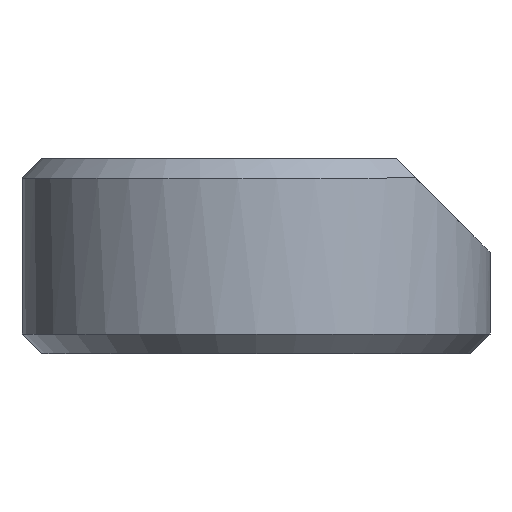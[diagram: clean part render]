
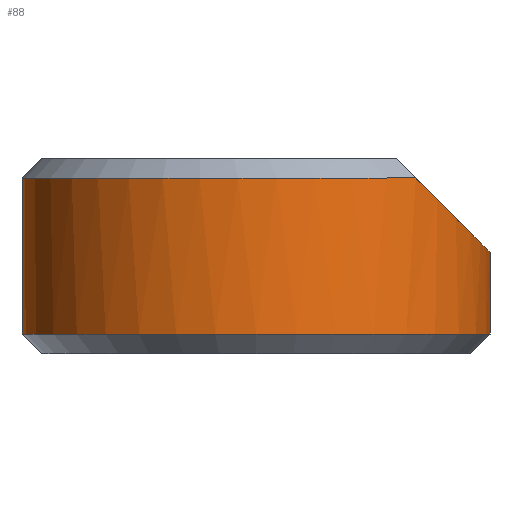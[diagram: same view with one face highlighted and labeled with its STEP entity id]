
A CAD part, front view. The second image highlights one B-rep face of the part: STEP entity #88.
In plain terms, the highlighted cylindrical face has radius 6 mm (diameter 12 mm), a partial arc.
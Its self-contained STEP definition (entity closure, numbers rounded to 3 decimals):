
#88=ADVANCED_FACE('',(#374),#376,.T.);
#374=FACE_BOUND('',#375,.T.);
#375=EDGE_LOOP('',(#590,#591,#592,#593,#594));
#376=CYLINDRICAL_SURFACE('',#377,6.);
#377=AXIS2_PLACEMENT_3D('',#378,#379,#380);
#378=CARTESIAN_POINT('',(0.,-20.,0.));
#379=DIRECTION('',(0.,0.,-1.));
#380=DIRECTION('',(1.,0.,0.));
#590=ORIENTED_EDGE('',*,*,#676,.T.);
#591=ORIENTED_EDGE('',*,*,#660,.T.);
#592=ORIENTED_EDGE('',*,*,#696,.F.);
#593=ORIENTED_EDGE('',*,*,#664,.F.);
#594=ORIENTED_EDGE('',*,*,#667,.F.);
#660=EDGE_CURVE('',#783,#787,#789,.T.);
#664=EDGE_CURVE('',#795,#790,#797,.T.);
#667=EDGE_CURVE('',#800,#795,#802,.T.);
#676=EDGE_CURVE('',#800,#783,#812,.T.);
#696=EDGE_CURVE('',#790,#787,#842,.T.);
#783=VERTEX_POINT('',#1015);
#787=VERTEX_POINT('',#1023);
#789=LINE('',#1027,#1028);
#790=VERTEX_POINT('',#1030);
#795=VERTEX_POINT('',#1039);
#797=LINE('',#1043,#1044);
#800=VERTEX_POINT('',#1051);
#802=(BOUNDED_CURVE()B_SPLINE_CURVE(3,
(#1059,#1060,#1061,#1062),
.UNSPECIFIED.,.F.,.F.)B_SPLINE_CURVE_WITH_KNOTS((4,4),
(0.,1.),
.UNSPECIFIED.)CURVE()GEOMETRIC_REPRESENTATION_ITEM()RATIONAL_B_SPLINE_CURVE((1.,
0.945,0.945,1.))REPRESENTATION_ITEM(''));
#812=CIRCLE('',#1093,6.);
#842=CIRCLE('',#1171,6.);
#1015=CARTESIAN_POINT('',(-6.,-20.,-0.5));
#1023=CARTESIAN_POINT('',(-6.,-20.,-4.5));
#1027=CARTESIAN_POINT('',(-6.,-20.,-0.5));
#1028=VECTOR('',#1029,1.);
#1029=DIRECTION('',(0.,0.,-1.));
#1030=CARTESIAN_POINT('',(6.,-20.,-4.5));
#1039=CARTESIAN_POINT('',(6.,-20.,-2.4));
#1043=CARTESIAN_POINT('',(6.,-20.,-2.4));
#1044=VECTOR('',#1045,1.);
#1045=DIRECTION('',(0.,0.,-1.));
#1051=CARTESIAN_POINT('',(4.1,-24.381,-0.5));
#1059=CARTESIAN_POINT('',(4.1,-24.381,-0.5));
#1060=CARTESIAN_POINT('',(5.33,-23.23,-1.73));
#1061=CARTESIAN_POINT('',(6.,-21.684,-2.4));
#1062=CARTESIAN_POINT('',(6.,-20.,-2.4));
#1093=AXIS2_PLACEMENT_3D('',#1094,#1095,#1096);
#1094=CARTESIAN_POINT('',(0.,-20.,-0.5));
#1095=DIRECTION('',(0.,0.,-1.));
#1096=DIRECTION('',(0.683,-0.73,0.));
#1171=AXIS2_PLACEMENT_3D('',#1172,#1173,#1174);
#1172=CARTESIAN_POINT('',(0.,-20.,-4.5));
#1173=DIRECTION('',(0.,0.,-1.));
#1174=DIRECTION('',(1.,0.,0.));
